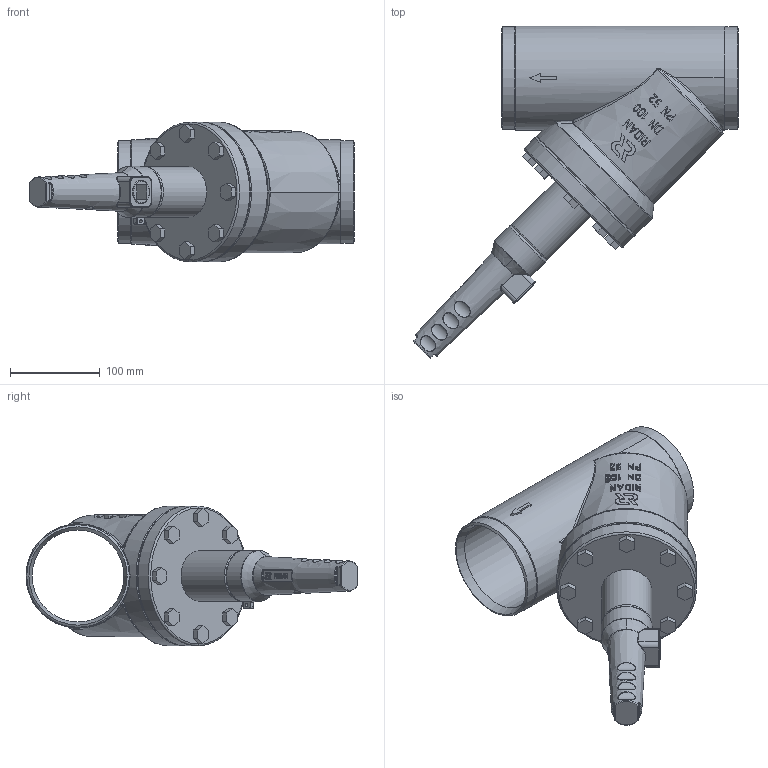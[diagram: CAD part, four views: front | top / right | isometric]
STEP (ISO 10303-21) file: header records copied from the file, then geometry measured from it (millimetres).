
FILE_DESCRIPTION(('TFLEX Exchange Step'),'2;1');
FILE_NAME('148B1100R.stp', '2024-09-02T12:20:45+03:00',('RUCO2978'),('Unknown organisation'),'TFLEX Exchange 2022.1','T-FLEX CAD','Unknown authorisation');
FILE_SCHEMA( ('AP242_MANAGED_MODEL_BASED_3D_ENGINEERING_MIM_LF {1 0 10303 442 1 1 4 }') );
Length unit declared in the file: millimetre
Products named in the file (1): Nodes
Bounding box: 361.99 x 369.99 x 155.8 mm (x, y, z)
Volume: 2111465.5 mm3; surface area: 424591 mm2
Topology: 27 solids, 27 shells, 699 faces, 1799 edges, 1176 vertices
Faces by surface type: plane 323, bspline 220, cylinder 79, torus 38, cone 33, sphere 6
Full cylindrical faces by diameter (mm): 4 x1, 10 x8, 12 x16, 45.4 x1, 56 x1, 57 x1, 102.3 x1, 104.08 x1, 114.3 x2, 116 x1, 155.8 x2
Entity records: 42131 total; most frequent: CARTESIAN_POINT 25891, ORIENTED_EDGE 3586, DIRECTION 2678, EDGE_CURVE 1793, VERTEX_POINT 1176, AXIS2_PLACEMENT_3D 914, VECTOR 850, LINE 850
